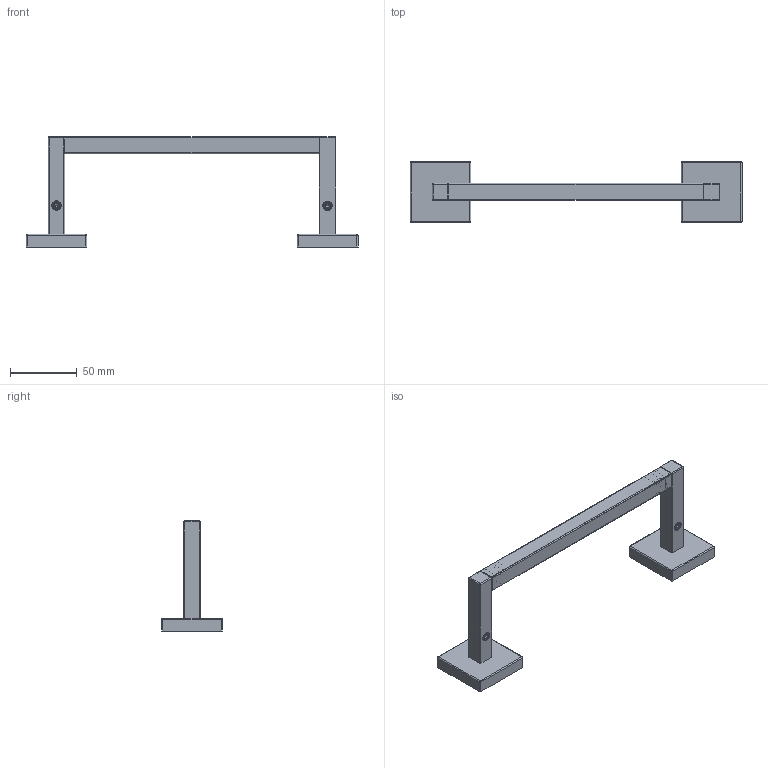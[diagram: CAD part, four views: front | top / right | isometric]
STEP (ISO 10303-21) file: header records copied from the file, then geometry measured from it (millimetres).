
FILE_DESCRIPTION((''),'2;1');
FILE_NAME('5205_ASM','2015-11-04T',('rsmith'),(''),'PRO/ENGINEER BY PARAMETRIC TECHNOLOGY CORPORATION, 2013150','PRO/ENGINEER BY PARAMETRIC TECHNOLOGY CORPORATION, 2013150','');
FILE_SCHEMA(('CONFIG_CONTROL_DESIGN'));
Length unit declared in the file: inch
Products named in the file (9): 40596; 6XXB; 40598; 40597; 40600; 40609; 91255; 92563; 5205_ASM
Assembly tree (17 placements, depth 2):
  5205_ASM
    40596  x2
    6XXB  x2
    40598
    40597
    40600
    40609  x2
    91255  x4
    92563  x4
Bounding box: 248.92 x 45.72 x 82.55 mm (x, y, z)
Volume: 46933.6 mm3; surface area: 81035.2 mm2
Topology: 17 solids, 26 shells, 1271 faces, 3315 edges, 2114 vertices
Faces by surface type: plane 595, cylinder 376, bspline 108, cone 84, torus 60, sphere 48
Entity records: 37463 total; most frequent: CARTESIAN_POINT 19502, ORIENTED_EDGE 3797, DIRECTION 3471, EDGE_CURVE 1953, VERTEX_POINT 1266, AXIS2_PLACEMENT_3D 1205, VECTOR 1061, LINE 1061
